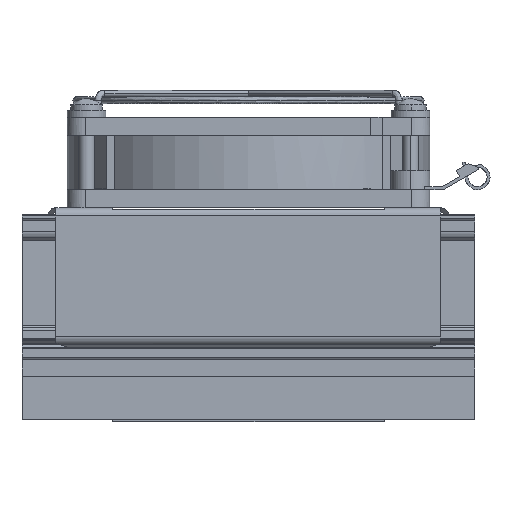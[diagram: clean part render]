
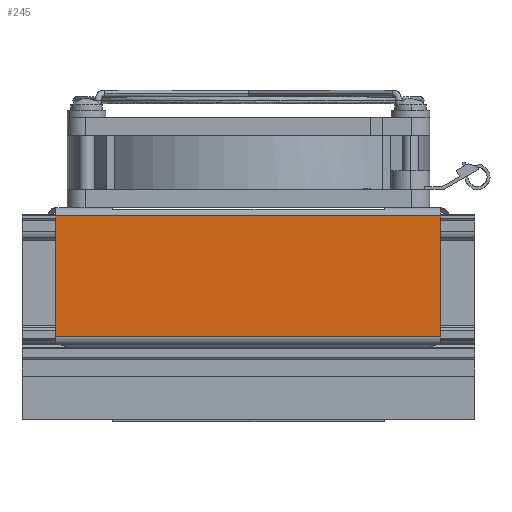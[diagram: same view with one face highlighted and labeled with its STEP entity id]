
A CAD part, left-side view. The second image highlights one B-rep face of the part: STEP entity #245.
In plain terms, the highlighted planar face has unit normal (-1, 0, 0).
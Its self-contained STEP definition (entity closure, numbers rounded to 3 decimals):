
#245 = ADVANCED_FACE ( 'NONE', ( #1320 ), #14945, .T. ) ;
#1320 = FACE_OUTER_BOUND ( 'NONE', #13207, .T. ) ;
#1612 = DIRECTION ( 'NONE',  ( 0., -1., 0. ) ) ;
#1631 = VECTOR ( 'NONE', #15975, 1000. ) ;
#1935 = DIRECTION ( 'NONE',  ( 0., -1., 0. ) ) ;
#2087 = DIRECTION ( 'NONE',  ( 0., 0., 1. ) ) ;
#3024 = CARTESIAN_POINT ( 'NONE',  ( -41.1, -42.5, 5.544 ) ) ;
#3048 = CARTESIAN_POINT ( 'NONE',  ( -41.1, 42.5, 33.087 ) ) ;
#3596 = DIRECTION ( 'NONE',  ( 0., 0., 1. ) ) ;
#4667 = VERTEX_POINT ( 'NONE', #5058 ) ;
#5058 = CARTESIAN_POINT ( 'NONE',  ( -41.1, 42.5, 32.2 ) ) ;
#5946 = LINE ( 'NONE', #3024, #20469 ) ;
#6353 = VERTEX_POINT ( 'NONE', #12497 ) ;
#6464 = EDGE_CURVE ( 'NONE', #4667, #20888, #16630, .T. ) ;
#6570 = LINE ( 'NONE', #16459, #8107 ) ;
#8107 = VECTOR ( 'NONE', #3596, 1000. ) ;
#8148 = EDGE_CURVE ( 'NONE', #4667, #6353, #17086, .T. ) ;
#8184 = AXIS2_PLACEMENT_3D ( 'NONE', #19899, #16510, #2087 ) ;
#9366 = ORIENTED_EDGE ( 'NONE', *, *, #6464, .T. ) ;
#10032 = ORIENTED_EDGE ( 'NONE', *, *, #12747, .T. ) ;
#10721 = EDGE_CURVE ( 'NONE', #19185, #6353, #6570, .T. ) ;
#11989 = ORIENTED_EDGE ( 'NONE', *, *, #8148, .F. ) ;
#12497 = CARTESIAN_POINT ( 'NONE',  ( -41.1, -42.5, 32.2 ) ) ;
#12747 = EDGE_CURVE ( 'NONE', #20888, #19185, #5946, .T. ) ;
#13207 = EDGE_LOOP ( 'NONE', ( #17777, #11989, #9366, #10032 ) ) ;
#14411 = CARTESIAN_POINT ( 'NONE',  ( -41.1, -42.5, 5.544 ) ) ;
#14851 = CARTESIAN_POINT ( 'NONE',  ( -41.1, 42.5, 5.544 ) ) ;
#14945 = PLANE ( 'NONE',  #8184 ) ;
#15975 = DIRECTION ( 'NONE',  ( 0., 0., -1. ) ) ;
#16459 = CARTESIAN_POINT ( 'NONE',  ( -41.1, -42.5, 33. ) ) ;
#16510 = DIRECTION ( 'NONE',  ( -1., 0., 0. ) ) ;
#16630 = LINE ( 'NONE', #3048, #1631 ) ;
#17086 = LINE ( 'NONE', #19522, #18843 ) ;
#17777 = ORIENTED_EDGE ( 'NONE', *, *, #10721, .T. ) ;
#18843 = VECTOR ( 'NONE', #1935, 1000. ) ;
#19185 = VERTEX_POINT ( 'NONE', #14411 ) ;
#19522 = CARTESIAN_POINT ( 'NONE',  ( -41.1, -30., 32.2 ) ) ;
#19899 = CARTESIAN_POINT ( 'NONE',  ( -41.1, -42.5, 33.087 ) ) ;
#20469 = VECTOR ( 'NONE', #1612, 1000. ) ;
#20888 = VERTEX_POINT ( 'NONE', #14851 ) ;
